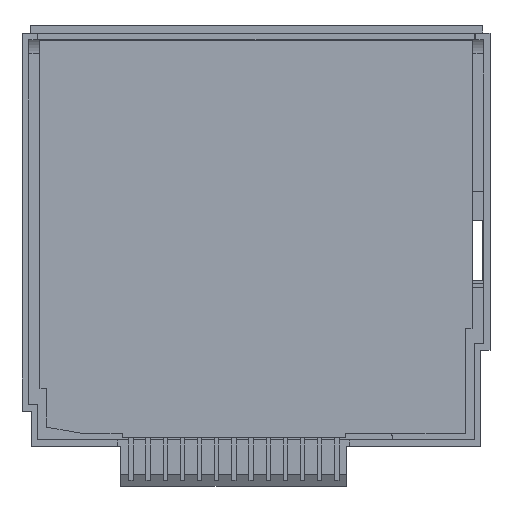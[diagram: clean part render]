
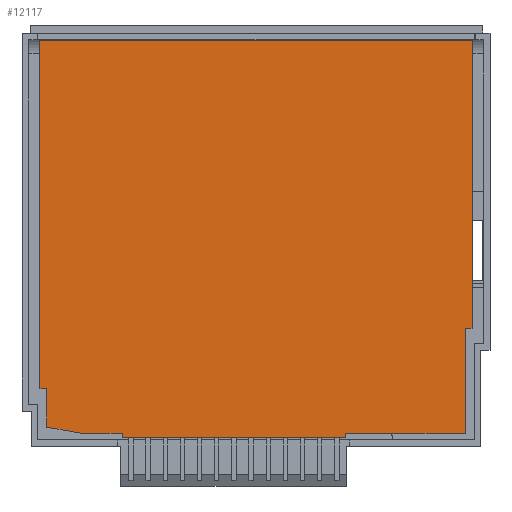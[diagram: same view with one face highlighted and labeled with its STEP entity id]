
A CAD part, front view. The second image highlights one B-rep face of the part: STEP entity #12117.
In plain terms, the highlighted planar face has unit normal (0, -1, 0).
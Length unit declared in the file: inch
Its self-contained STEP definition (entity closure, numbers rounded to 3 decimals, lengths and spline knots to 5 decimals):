
#98 = ORIENTED_EDGE ( 'NONE', *, *, #13289, .F. ) ;
#330 = EDGE_CURVE ( 'NONE', #9522, #3175, #5908, .T. ) ;
#456 = LINE ( 'NONE', #12813, #4202 ) ;
#549 = DIRECTION ( 'NONE',  ( -0.984, 0., 0.177 ) ) ;
#557 = VERTEX_POINT ( 'NONE', #4192 ) ;
#907 = LINE ( 'NONE', #5264, #3860 ) ;
#924 = VERTEX_POINT ( 'NONE', #6805 ) ;
#1061 = EDGE_CURVE ( 'NONE', #557, #4247, #8492, .T. ) ;
#1375 = CARTESIAN_POINT ( 'NONE',  ( 1.21885, 0.11811, -1.78833 ) ) ;
#1543 = LINE ( 'NONE', #7957, #7730 ) ;
#1709 = CARTESIAN_POINT ( 'NONE',  ( -1.21865, 0.11811, -2.11083 ) ) ;
#1824 = VECTOR ( 'NONE', #7077, 39.37008 ) ;
#1954 = VECTOR ( 'NONE', #12350, 39.37008 ) ;
#2063 = DIRECTION ( 'NONE',  ( -1., 0., 0. ) ) ;
#2206 = ORIENTED_EDGE ( 'NONE', *, *, #3866, .F. ) ;
#2239 = LINE ( 'NONE', #13200, #9236 ) ;
#2269 = VECTOR ( 'NONE', #4410, 39.37008 ) ;
#2534 = CARTESIAN_POINT ( 'NONE',  ( -0.77904, 0.11811, -2.37083 ) ) ;
#2653 = LINE ( 'NONE', #7741, #12744 ) ;
#2660 = VERTEX_POINT ( 'NONE', #3399 ) ;
#2807 = VERTEX_POINT ( 'NONE', #3590 ) ;
#2911 = AXIS2_PLACEMENT_3D ( 'NONE', #6886, #9853, #11978 ) ;
#3031 = VERTEX_POINT ( 'NONE', #9823 ) ;
#3175 = VERTEX_POINT ( 'NONE', #8971 ) ;
#3205 = EDGE_LOOP ( 'NONE', ( #7402, #10553, #11311, #10246, #98, #12620, #11159, #11432, #2206, #6980, #9009, #11341, #7998 ) ) ;
#3399 = CARTESIAN_POINT ( 'NONE',  ( -0.77904, 0.11811, -2.3988 ) ) ;
#3590 = CARTESIAN_POINT ( 'NONE',  ( 1.25885, 0.11811, -0.08583 ) ) ;
#3727 = VECTOR ( 'NONE', #5181, 39.37008 ) ;
#3860 = VECTOR ( 'NONE', #2063, 39.37008 ) ;
#3866 = EDGE_CURVE ( 'NONE', #3175, #3031, #2653, .T. ) ;
#4192 = CARTESIAN_POINT ( 'NONE',  ( -1.25865, 0.11811, -2.11083 ) ) ;
#4202 = VECTOR ( 'NONE', #8666, 39.37008 ) ;
#4247 = VERTEX_POINT ( 'NONE', #5140 ) ;
#4267 = CARTESIAN_POINT ( 'NONE',  ( 1.25885, 0.11811, -1.78833 ) ) ;
#4410 = DIRECTION ( 'NONE',  ( 0., 0., -1. ) ) ;
#4544 = EDGE_CURVE ( 'NONE', #2807, #12127, #8285, .T. ) ;
#4857 = DIRECTION ( 'NONE',  ( 0., 0., 1. ) ) ;
#4964 = DIRECTION ( 'NONE',  ( 0., 0., 1. ) ) ;
#5140 = CARTESIAN_POINT ( 'NONE',  ( -1.25865, 0.11811, -0.08583 ) ) ;
#5164 = LINE ( 'NONE', #10028, #12504 ) ;
#5181 = DIRECTION ( 'NONE',  ( -1., 0., 0. ) ) ;
#5233 = CARTESIAN_POINT ( 'NONE',  ( 1.24885, 0.11811, -2.11083 ) ) ;
#5264 = CARTESIAN_POINT ( 'NONE',  ( 1.24885, 0.11811, -1.75833 ) ) ;
#5490 = CARTESIAN_POINT ( 'NONE',  ( 1.21885, 0.11811, -1.75833 ) ) ;
#5700 = VERTEX_POINT ( 'NONE', #5832 ) ;
#5832 = CARTESIAN_POINT ( 'NONE',  ( 0.52174, 0.11811, -2.3988 ) ) ;
#5863 = DIRECTION ( 'NONE',  ( 1., 0., 0. ) ) ;
#5908 = LINE ( 'NONE', #11771, #7041 ) ;
#6015 = VECTOR ( 'NONE', #7681, 39.37008 ) ;
#6171 = FACE_OUTER_BOUND ( 'NONE', #3205, .T. ) ;
#6335 = VERTEX_POINT ( 'NONE', #9020 ) ;
#6361 = VERTEX_POINT ( 'NONE', #1709 ) ;
#6805 = CARTESIAN_POINT ( 'NONE',  ( 1.21885, 0.11811, -2.37083 ) ) ;
#6886 = CARTESIAN_POINT ( 'NONE',  ( 1.24885, 0.11811, -1.78833 ) ) ;
#6980 = ORIENTED_EDGE ( 'NONE', *, *, #330, .F. ) ;
#7041 = VECTOR ( 'NONE', #12665, 39.37008 ) ;
#7077 = DIRECTION ( 'NONE',  ( 0., 0., 1. ) ) ;
#7301 = VERTEX_POINT ( 'NONE', #5490 ) ;
#7402 = ORIENTED_EDGE ( 'NONE', *, *, #12671, .F. ) ;
#7411 = VECTOR ( 'NONE', #13316, 39.37008 ) ;
#7681 = DIRECTION ( 'NONE',  ( 0., 0., -1. ) ) ;
#7730 = VECTOR ( 'NONE', #4964, 39.37008 ) ;
#7741 = CARTESIAN_POINT ( 'NONE',  ( -1.02365, 0.11811, -2.37083 ) ) ;
#7779 = EDGE_CURVE ( 'NONE', #6361, #557, #10754, .T. ) ;
#7928 = CARTESIAN_POINT ( 'NONE',  ( 1.25885, 0.11811, -1.75833 ) ) ;
#7957 = CARTESIAN_POINT ( 'NONE',  ( -1.21865, 0.11811, -1.78833 ) ) ;
#7998 = ORIENTED_EDGE ( 'NONE', *, *, #9803, .F. ) ;
#8111 = EDGE_CURVE ( 'NONE', #7301, #924, #11237, .T. ) ;
#8285 = LINE ( 'NONE', #4267, #2269 ) ;
#8492 = LINE ( 'NONE', #13462, #1824 ) ;
#8666 = DIRECTION ( 'NONE',  ( -1., 0., 0. ) ) ;
#8724 = EDGE_CURVE ( 'NONE', #5700, #2660, #13488, .T. ) ;
#8971 = CARTESIAN_POINT ( 'NONE',  ( -1.02365, 0.11811, -2.37083 ) ) ;
#9009 = ORIENTED_EDGE ( 'NONE', *, *, #9165, .F. ) ;
#9020 = CARTESIAN_POINT ( 'NONE',  ( 0.52174, 0.11811, -2.37083 ) ) ;
#9165 = EDGE_CURVE ( 'NONE', #2660, #9522, #5164, .T. ) ;
#9236 = VECTOR ( 'NONE', #5863, 39.37008 ) ;
#9351 = EDGE_CURVE ( 'NONE', #12127, #7301, #907, .T. ) ;
#9522 = VERTEX_POINT ( 'NONE', #2534 ) ;
#9803 = EDGE_CURVE ( 'NONE', #6335, #5700, #10186, .T. ) ;
#9823 = CARTESIAN_POINT ( 'NONE',  ( -1.21865, 0.11811, -2.33583 ) ) ;
#9853 = DIRECTION ( 'NONE',  ( 0., 1., 0. ) ) ;
#10028 = CARTESIAN_POINT ( 'NONE',  ( -0.77904, 0.11811, -1.78833 ) ) ;
#10136 = CARTESIAN_POINT ( 'NONE',  ( 0.52174, 0.11811, -2.3988 ) ) ;
#10186 = LINE ( 'NONE', #11163, #7411 ) ;
#10201 = EDGE_CURVE ( 'NONE', #3031, #6361, #1543, .T. ) ;
#10246 = ORIENTED_EDGE ( 'NONE', *, *, #4544, .F. ) ;
#10553 = ORIENTED_EDGE ( 'NONE', *, *, #8111, .F. ) ;
#10754 = LINE ( 'NONE', #5233, #1954 ) ;
#11159 = ORIENTED_EDGE ( 'NONE', *, *, #7779, .F. ) ;
#11163 = CARTESIAN_POINT ( 'NONE',  ( 0.52174, 0.11811, -1.78833 ) ) ;
#11237 = LINE ( 'NONE', #1375, #6015 ) ;
#11311 = ORIENTED_EDGE ( 'NONE', *, *, #9351, .F. ) ;
#11341 = ORIENTED_EDGE ( 'NONE', *, *, #8724, .F. ) ;
#11432 = ORIENTED_EDGE ( 'NONE', *, *, #10201, .F. ) ;
#11771 = CARTESIAN_POINT ( 'NONE',  ( 1.24885, 0.11811, -2.37083 ) ) ;
#11938 = PLANE ( 'NONE',  #2911 ) ;
#11978 = DIRECTION ( 'NONE',  ( -1., 0., 0. ) ) ;
#12117 = ADVANCED_FACE ( 'NONE', ( #6171 ), #11938, .F. ) ;
#12127 = VERTEX_POINT ( 'NONE', #7928 ) ;
#12350 = DIRECTION ( 'NONE',  ( -1., 0., 0. ) ) ;
#12504 = VECTOR ( 'NONE', #4857, 39.37008 ) ;
#12620 = ORIENTED_EDGE ( 'NONE', *, *, #1061, .F. ) ;
#12665 = DIRECTION ( 'NONE',  ( -1., 0., 0. ) ) ;
#12671 = EDGE_CURVE ( 'NONE', #924, #6335, #456, .T. ) ;
#12744 = VECTOR ( 'NONE', #549, 39.37008 ) ;
#12813 = CARTESIAN_POINT ( 'NONE',  ( 1.24885, 0.11811, -2.37083 ) ) ;
#13200 = CARTESIAN_POINT ( 'NONE',  ( 1.24885, 0.11811, -0.08583 ) ) ;
#13289 = EDGE_CURVE ( 'NONE', #4247, #2807, #2239, .T. ) ;
#13316 = DIRECTION ( 'NONE',  ( 0., 0., -1. ) ) ;
#13462 = CARTESIAN_POINT ( 'NONE',  ( -1.25865, 0.11811, -1.78833 ) ) ;
#13488 = LINE ( 'NONE', #10136, #3727 ) ;
